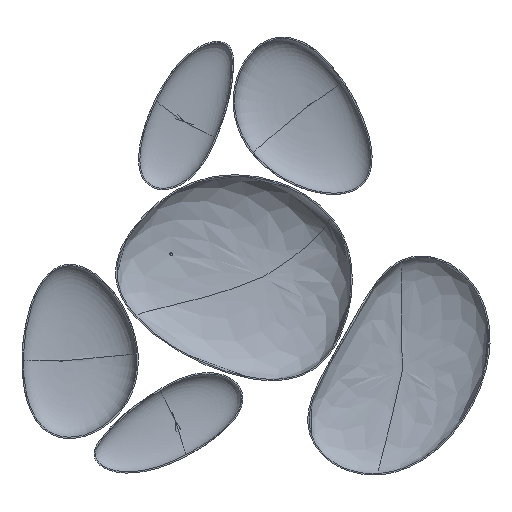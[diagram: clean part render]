
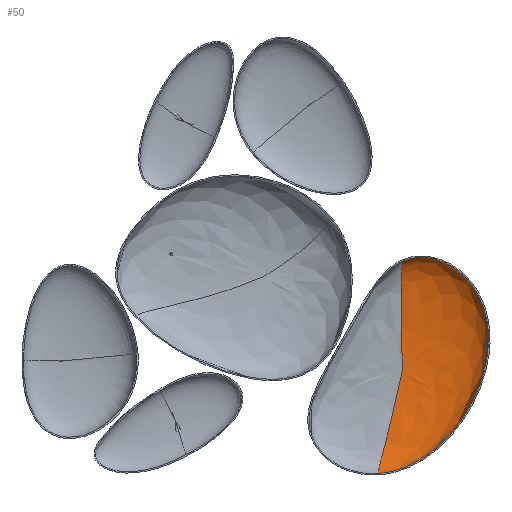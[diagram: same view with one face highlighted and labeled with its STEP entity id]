
A CAD part, top view. The second image highlights one B-rep face of the part: STEP entity #50.
In plain terms, the highlighted free-form (B-spline) face has degree [5, 5] with [8, 6] control points.
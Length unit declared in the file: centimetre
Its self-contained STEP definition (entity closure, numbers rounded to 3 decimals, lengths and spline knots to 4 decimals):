
#50=ADVANCED_FACE('',(#88),#459,.T.);
#88=FACE_OUTER_BOUND('',#114,.T.);
#114=EDGE_LOOP('',(#157,#158,#159));
#157=ORIENTED_EDGE('',*,*,#285,.T.);
#158=ORIENTED_EDGE('',*,*,#284,.F.);
#159=ORIENTED_EDGE('',*,*,#282,.T.);
#282=EDGE_CURVE('',#374,#377,#483,.T.);
#284=EDGE_CURVE('',#374,#378,#485,.T.);
#285=EDGE_CURVE('',#377,#378,#486,.T.);
#374=VERTEX_POINT('',#888);
#377=VERTEX_POINT('',#891);
#378=VERTEX_POINT('',#892);
#459=B_SPLINE_SURFACE_WITH_KNOTS('',5,5,((#839,#840,#841,#842,#843,#844),
(#845,#846,#847,#848,#849,#850),(#851,#852,#853,#854,#855,#856),(#857,#858,
#859,#860,#861,#862),(#863,#864,#865,#866,#867,#868),(#869,#870,#871,#872,
#873,#874),(#875,#876,#877,#878,#879,#880),(#881,#882,#883,#884,#885,#886)),
.UNSPECIFIED.,.F.,.F.,.F.,(6,1,1,6),(6,6),(0.,400.6726,801.3452,
1202.0178),(0.,542.1791),.UNSPECIFIED.);
#483=B_SPLINE_CURVE_WITH_KNOTS('',5,(#715,#716,#717,#718,#719,#720,#721,
#722),.UNSPECIFIED.,.F.,.F.,(6,1,1,6),(0.,0.1667,0.3333,
0.5),.UNSPECIFIED.);
#485=B_SPLINE_CURVE_WITH_KNOTS('',5,(#775,#776,#777,#778,#779,#780),.UNSPECIFIED.,
.F.,.F.,(6,6),(0.,542.1791),.UNSPECIFIED.);
#486=B_SPLINE_CURVE_WITH_KNOTS('',5,(#781,#782,#783,#784,#785,#786),.UNSPECIFIED.,
.F.,.F.,(6,6),(0.,542.1791),.UNSPECIFIED.);
#715=CARTESIAN_POINT('',(44.5311,8.957,-0.35));
#716=CARTESIAN_POINT('',(49.0576,10.9499,-0.35));
#717=CARTESIAN_POINT('',(59.5251,10.9889,-0.35));
#718=CARTESIAN_POINT('',(78.3661,-3.1387,-0.35));
#719=CARTESIAN_POINT('',(73.7435,-30.7551,-0.35));
#720=CARTESIAN_POINT('',(56.6734,-51.3614,-0.35));
#721=CARTESIAN_POINT('',(43.2629,-56.0435,-0.35));
#722=CARTESIAN_POINT('',(36.8597,-56.3064,-0.35));
#775=CARTESIAN_POINT('',(44.5311,8.957,-0.35));
#776=CARTESIAN_POINT('',(44.5311,8.957,-2.9952));
#777=CARTESIAN_POINT('',(44.5311,8.957,-5.5706));
#778=CARTESIAN_POINT('',(44.543,6.5879,-6.6424));
#779=CARTESIAN_POINT('',(43.6504,2.3399,-10.5165));
#780=CARTESIAN_POINT('',(44.6226,-24.5195,-10.5165));
#781=CARTESIAN_POINT('',(36.8597,-56.3064,-0.35));
#782=CARTESIAN_POINT('',(36.8597,-56.3064,-2.9952));
#783=CARTESIAN_POINT('',(36.8597,-56.3064,-5.5706));
#784=CARTESIAN_POINT('',(37.4109,-54.0588,-6.6424));
#785=CARTESIAN_POINT('',(38.9988,-49.8473,-10.5165));
#786=CARTESIAN_POINT('',(44.6226,-24.5195,-10.5165));
#839=CARTESIAN_POINT('',(44.5311,8.957,-0.35));
#840=CARTESIAN_POINT('',(44.5311,8.957,-2.9952));
#841=CARTESIAN_POINT('',(44.5311,8.957,-5.5706));
#842=CARTESIAN_POINT('',(44.543,6.5879,-6.6424));
#843=CARTESIAN_POINT('',(43.6504,2.3399,-10.5165));
#844=CARTESIAN_POINT('',(44.6226,-24.5195,-10.5165));
#845=CARTESIAN_POINT('',(49.0576,10.9499,-0.35));
#846=CARTESIAN_POINT('',(49.0576,10.9499,-2.9952));
#847=CARTESIAN_POINT('',(49.0576,10.9499,-5.5706));
#848=CARTESIAN_POINT('',(48.749,8.4401,-6.6424));
#849=CARTESIAN_POINT('',(47.3795,3.8199,-10.5165));
#850=CARTESIAN_POINT('',(44.6226,-24.5195,-10.5165));
#851=CARTESIAN_POINT('',(59.5251,10.9889,-0.35));
#852=CARTESIAN_POINT('',(59.5251,10.9889,-2.9952));
#853=CARTESIAN_POINT('',(59.5251,10.9889,-5.5706));
#854=CARTESIAN_POINT('',(58.4752,8.4769,-6.6424));
#855=CARTESIAN_POINT('',(56.1263,3.574,-10.5165));
#856=CARTESIAN_POINT('',(44.6226,-24.5195,-10.5165));
#857=CARTESIAN_POINT('',(78.3661,-3.1387,-0.35));
#858=CARTESIAN_POINT('',(78.3661,-3.1387,-2.9952));
#859=CARTESIAN_POINT('',(78.3661,-3.1387,-5.5706));
#860=CARTESIAN_POINT('',(75.981,-4.6501,-6.6424));
#861=CARTESIAN_POINT('',(72.2528,-8.2658,-10.5165));
#862=CARTESIAN_POINT('',(44.6226,-24.5195,-10.5165));
#863=CARTESIAN_POINT('',(73.7435,-30.7551,-0.35));
#864=CARTESIAN_POINT('',(73.7435,-30.7551,-2.9952));
#865=CARTESIAN_POINT('',(73.7435,-30.7551,-5.5706));
#866=CARTESIAN_POINT('',(71.6841,-30.3129,-6.6424));
#867=CARTESIAN_POINT('',(69.1341,-30.3126,-10.5165));
#868=CARTESIAN_POINT('',(44.6226,-24.5195,-10.5165));
#869=CARTESIAN_POINT('',(56.6734,-51.3614,-0.35));
#870=CARTESIAN_POINT('',(56.6734,-51.3614,-2.9952));
#871=CARTESIAN_POINT('',(56.6734,-51.3614,-5.5706));
#872=CARTESIAN_POINT('',(55.8217,-49.4625,-6.6424));
#873=CARTESIAN_POINT('',(55.4241,-46.4024,-10.5165));
#874=CARTESIAN_POINT('',(44.6226,-24.5195,-10.5165));
#875=CARTESIAN_POINT('',(43.2629,-56.0435,-0.35));
#876=CARTESIAN_POINT('',(43.2629,-56.0435,-2.9952));
#877=CARTESIAN_POINT('',(43.2629,-56.0435,-5.5706));
#878=CARTESIAN_POINT('',(43.3607,-53.8141,-6.6424));
#879=CARTESIAN_POINT('',(44.343,-49.8058,-10.5165));
#880=CARTESIAN_POINT('',(44.6226,-24.5195,-10.5165));
#881=CARTESIAN_POINT('',(36.8597,-56.3064,-0.35));
#882=CARTESIAN_POINT('',(36.8597,-56.3064,-2.9952));
#883=CARTESIAN_POINT('',(36.8597,-56.3064,-5.5706));
#884=CARTESIAN_POINT('',(37.4109,-54.0588,-6.6424));
#885=CARTESIAN_POINT('',(38.9988,-49.8473,-10.5165));
#886=CARTESIAN_POINT('',(44.6226,-24.5195,-10.5165));
#888=CARTESIAN_POINT('',(44.5311,8.957,-0.35));
#891=CARTESIAN_POINT('',(36.8597,-56.3064,-0.35));
#892=CARTESIAN_POINT('',(44.6226,-24.5195,-10.5165));
